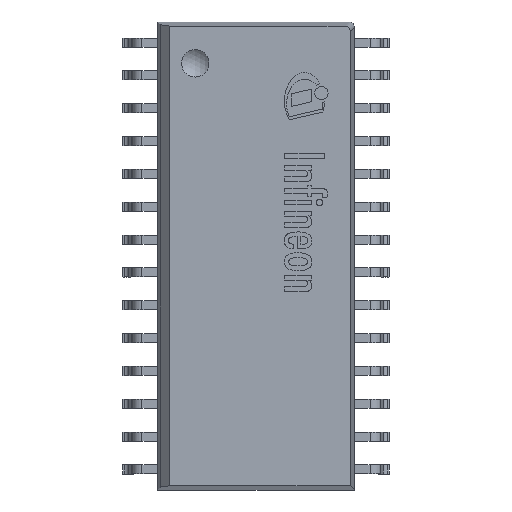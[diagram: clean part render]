
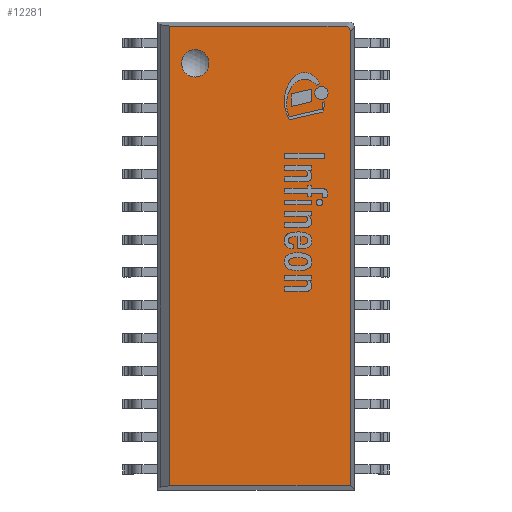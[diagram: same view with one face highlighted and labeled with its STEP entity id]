
A CAD part, top view. The second image highlights one B-rep face of the part: STEP entity #12281.
In plain terms, the highlighted free-form (B-spline) face has degree [1, 1] with [2, 2] control points.
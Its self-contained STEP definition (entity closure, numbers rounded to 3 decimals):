
#12022=CARTESIAN_POINT('',(-2.35,6.921,2.65));
#12023=VERTEX_POINT('',#12022);
#12039=CARTESIAN_POINT('',(-2.35,7.979,2.65));
#12040=VERTEX_POINT('',#12039);
#12047=CARTESIAN_POINT('',(-2.35,7.45,2.65));
#12048=DIRECTION('',(0.0,0.0,-1.0));
#12049=DIRECTION('',(0.0,-1.0,0.0));
#12050=AXIS2_PLACEMENT_3D('',#12047,#12048,#12049);
#12051=CIRCLE('',#12050,0.529);
#12052=EDGE_CURVE('',#12023,#12040,#12051,.T.);
#12062=CARTESIAN_POINT('',(3.444,8.892,2.65));
#12063=VERTEX_POINT('',#12062);
#12064=CARTESIAN_POINT('',(3.642,8.694,2.65));
#12065=VERTEX_POINT('',#12064);
#12066=CARTESIAN_POINT('',(3.44,8.69,2.65));
#12067=DIRECTION('',(0.0,0.0,-1.0));
#12068=DIRECTION('',(0.707,0.707,0.0));
#12069=AXIS2_PLACEMENT_3D('',#12066,#12067,#12068);
#12070=ELLIPSE('',#12069,0.204,0.2);
#12071=EDGE_CURVE('',#12063,#12065,#12070,.T.);
#12144=CARTESIAN_POINT('',(3.642,-8.892,2.65));
#12145=VERTEX_POINT('',#12144);
#12146=CARTESIAN_POINT('',(3.642,-8.892,2.65));
#12147=DIRECTION('',(0.0,1.0,0.0));
#12148=VECTOR('',#12147,17.586);
#12149=LINE('',#12146,#12148);
#12150=EDGE_CURVE('',#12145,#12065,#12149,.T.);
#12168=CARTESIAN_POINT('',(-3.341,-8.892,2.65));
#12169=VERTEX_POINT('',#12168);
#12170=CARTESIAN_POINT('',(-3.341,-8.892,2.65));
#12171=DIRECTION('',(1.0,0.0,0.0));
#12172=VECTOR('',#12171,6.983);
#12173=LINE('',#12170,#12172);
#12174=EDGE_CURVE('',#12169,#12145,#12173,.T.);
#12216=CARTESIAN_POINT('',(-2.35,7.45,2.65));
#12217=DIRECTION('',(0.0,0.0,-1.0));
#12218=DIRECTION('',(0.0,-1.0,0.0));
#12219=AXIS2_PLACEMENT_3D('',#12216,#12217,#12218);
#12220=CIRCLE('',#12219,0.529);
#12221=EDGE_CURVE('',#12040,#12023,#12220,.T.);
#12243=CARTESIAN_POINT('',(-3.341,8.892,2.65));
#12244=VERTEX_POINT('',#12243);
#12251=CARTESIAN_POINT('',(3.444,8.892,2.65));
#12252=DIRECTION('',(-1.0,0.0,0.0));
#12253=VECTOR('',#12252,6.785);
#12254=LINE('',#12251,#12253);
#12255=EDGE_CURVE('',#12063,#12244,#12254,.T.);
#12260=CARTESIAN_POINT('',(-3.341,8.892,2.65));
#12261=CARTESIAN_POINT('',(-3.341,-8.892,2.65));
#12262=CARTESIAN_POINT('',(3.642,8.892,2.65));
#12263=CARTESIAN_POINT('',(3.642,-8.892,2.65));
#12264=B_SPLINE_SURFACE_WITH_KNOTS('',1,1,((#12260,#12262),(#12261,#12263)),.UNSPECIFIED.,.F.,.F.,.U.,(2,2),(2,2),(0.0,17.784),(0.0,6.983),.UNSPECIFIED.);
#12265=ORIENTED_EDGE('',*,*,#12071,.F.);
#12266=ORIENTED_EDGE('',*,*,#12255,.T.);
#12267=CARTESIAN_POINT('',(-3.341,-8.892,2.65));
#12268=DIRECTION('',(0.0,1.0,0.0));
#12269=VECTOR('',#12268,17.784);
#12270=LINE('',#12267,#12269);
#12271=EDGE_CURVE('',#12169,#12244,#12270,.T.);
#12272=ORIENTED_EDGE('',*,*,#12271,.F.);
#12273=ORIENTED_EDGE('',*,*,#12174,.T.);
#12274=ORIENTED_EDGE('',*,*,#12150,.T.);
#12275=EDGE_LOOP('',(#12265,#12266,#12272,#12273,#12274));
#12276=FACE_OUTER_BOUND('',#12275,.T.);
#12277=ORIENTED_EDGE('',*,*,#12221,.T.);
#12278=ORIENTED_EDGE('',*,*,#12052,.T.);
#12279=EDGE_LOOP('',(#12277,#12278));
#12280=FACE_BOUND('',#12279,.T.);
#12281=ADVANCED_FACE('',(#12276,#12280),#12264,.T.);
